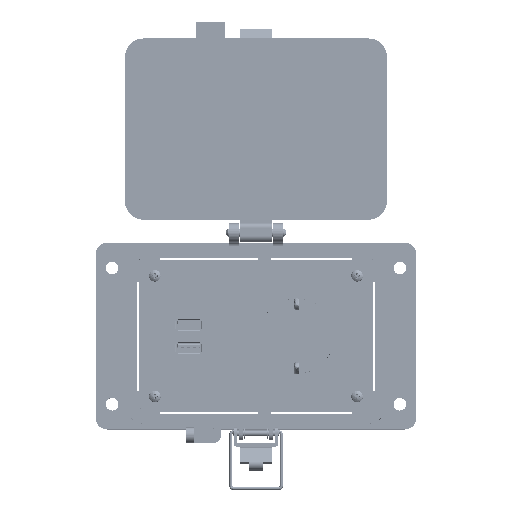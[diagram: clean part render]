
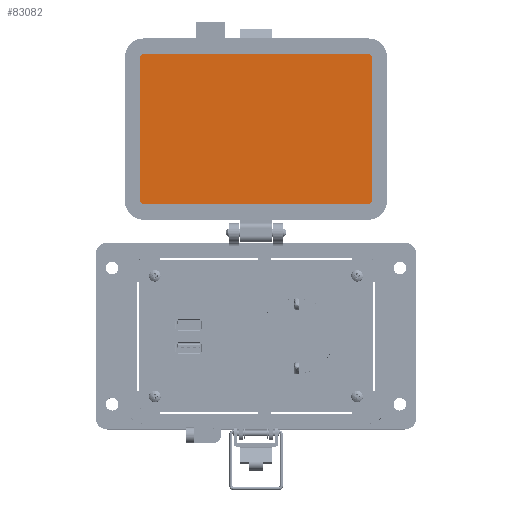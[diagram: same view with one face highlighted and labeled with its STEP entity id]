
A CAD part, top view. The second image highlights one B-rep face of the part: STEP entity #83082.
In plain terms, the highlighted planar face has unit normal (0, 0, 1).
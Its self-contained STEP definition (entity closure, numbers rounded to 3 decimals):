
#221 = CARTESIAN_POINT ( 'NONE',  ( 59.502, 143.334, 8.694 ) ) ;
#2280 = DIRECTION ( 'NONE',  ( 0., 0., -1. ) ) ;
#2327 = EDGE_CURVE ( 'NONE', #7111, #23209, #78566, .T. ) ;
#4604 = VERTEX_POINT ( 'NONE', #71068 ) ;
#6015 = CARTESIAN_POINT ( 'NONE',  ( -59.505, 143.334, 8.694 ) ) ;
#7111 = VERTEX_POINT ( 'NONE', #12662 ) ;
#7112 = DIRECTION ( 'NONE',  ( 0., 0., -1. ) ) ;
#8335 = CARTESIAN_POINT ( 'NONE',  ( -59.505, 69.55, 8.694 ) ) ;
#8628 = CARTESIAN_POINT ( 'NONE',  ( -57.72, 69.55, 8.694 ) ) ;
#9222 = DIRECTION ( 'NONE',  ( 0., -1., 0. ) ) ;
#10334 = ORIENTED_EDGE ( 'NONE', *, *, #77279, .F. ) ;
#10448 = VERTEX_POINT ( 'NONE', #221 ) ;
#12205 = CARTESIAN_POINT ( 'NONE',  ( 57.717, 143.334, 8.694 ) ) ;
#12662 = CARTESIAN_POINT ( 'NONE',  ( 57.717, 67.765, 8.694 ) ) ;
#13342 = DIRECTION ( 'NONE',  ( -1., 0., 0. ) ) ;
#14708 = DIRECTION ( 'NONE',  ( 0., -1., 0. ) ) ;
#15645 = DIRECTION ( 'NONE',  ( 0., -1., 0. ) ) ;
#16489 = AXIS2_PLACEMENT_3D ( 'NONE', #60042, #67244, #9222 ) ;
#16744 = CIRCLE ( 'NONE', #66806, 1.785 ) ;
#20708 = VECTOR ( 'NONE', #13342, 1000. ) ;
#23209 = VERTEX_POINT ( 'NONE', #24344 ) ;
#24344 = CARTESIAN_POINT ( 'NONE',  ( -57.72, 67.765, 8.694 ) ) ;
#26182 = DIRECTION ( 'NONE',  ( 0., -1., 0. ) ) ;
#26350 = VERTEX_POINT ( 'NONE', #33486 ) ;
#26573 = CIRCLE ( 'NONE', #44082, 1.785 ) ;
#26585 = EDGE_CURVE ( 'NONE', #44362, #10448, #16744, .T. ) ;
#26801 = AXIS2_PLACEMENT_3D ( 'NONE', #8628, #2280, #78972 ) ;
#27650 = LINE ( 'NONE', #29304, #65405 ) ;
#28910 = VERTEX_POINT ( 'NONE', #48799 ) ;
#29304 = CARTESIAN_POINT ( 'NONE',  ( 57.717, 145.119, 8.694 ) ) ;
#29446 = PLANE ( 'NONE',  #51688 ) ;
#31879 = DIRECTION ( 'NONE',  ( 0., 1., 0. ) ) ;
#33486 = CARTESIAN_POINT ( 'NONE',  ( 59.502, 69.55, 8.694 ) ) ;
#33549 = ORIENTED_EDGE ( 'NONE', *, *, #26585, .F. ) ;
#37116 = EDGE_LOOP ( 'NONE', ( #46370, #52911, #10334, #45610, #37162, #37205, #33549, #76201 ) ) ;
#37162 = ORIENTED_EDGE ( 'NONE', *, *, #73712, .F. ) ;
#37205 = ORIENTED_EDGE ( 'NONE', *, *, #73381, .F. ) ;
#37411 = VECTOR ( 'NONE', #15645, 1000. ) ;
#37845 = VERTEX_POINT ( 'NONE', #8335 ) ;
#43096 = EDGE_CURVE ( 'NONE', #28910, #4604, #71944, .T. ) ;
#44082 = AXIS2_PLACEMENT_3D ( 'NONE', #72755, #7112, #14708 ) ;
#44134 = CARTESIAN_POINT ( 'NONE',  ( 57.717, 145.119, 8.694 ) ) ;
#44362 = VERTEX_POINT ( 'NONE', #44134 ) ;
#44668 = VECTOR ( 'NONE', #31879, 1000. ) ;
#45610 = ORIENTED_EDGE ( 'NONE', *, *, #2327, .F. ) ;
#46370 = ORIENTED_EDGE ( 'NONE', *, *, #43096, .F. ) ;
#48743 = DIRECTION ( 'NONE',  ( 1., 0., 0. ) ) ;
#48799 = CARTESIAN_POINT ( 'NONE',  ( -59.505, 143.334, 8.694 ) ) ;
#51688 = AXIS2_PLACEMENT_3D ( 'NONE', #55241, #81123, #74748 ) ;
#52911 = ORIENTED_EDGE ( 'NONE', *, *, #59521, .F. ) ;
#53542 = CARTESIAN_POINT ( 'NONE',  ( -57.72, 67.765, 8.694 ) ) ;
#54166 = LINE ( 'NONE', #81756, #37411 ) ;
#55088 = EDGE_CURVE ( 'NONE', #4604, #44362, #27650, .T. ) ;
#55241 = CARTESIAN_POINT ( 'NONE',  ( -30.745, 145.119, 8.694 ) ) ;
#59521 = EDGE_CURVE ( 'NONE', #37845, #28910, #64028, .T. ) ;
#60042 = CARTESIAN_POINT ( 'NONE',  ( -57.72, 143.334, 8.694 ) ) ;
#61598 = FACE_OUTER_BOUND ( 'NONE', #37116, .T. ) ;
#64028 = LINE ( 'NONE', #6015, #44668 ) ;
#65405 = VECTOR ( 'NONE', #48743, 1000. ) ;
#66806 = AXIS2_PLACEMENT_3D ( 'NONE', #12205, #69813, #26182 ) ;
#67244 = DIRECTION ( 'NONE',  ( 0., 0., -1. ) ) ;
#69813 = DIRECTION ( 'NONE',  ( 0., 0., -1. ) ) ;
#71068 = CARTESIAN_POINT ( 'NONE',  ( -57.72, 145.119, 8.694 ) ) ;
#71944 = CIRCLE ( 'NONE', #16489, 1.785 ) ;
#72755 = CARTESIAN_POINT ( 'NONE',  ( 57.717, 69.55, 8.694 ) ) ;
#73381 = EDGE_CURVE ( 'NONE', #10448, #26350, #54166, .T. ) ;
#73712 = EDGE_CURVE ( 'NONE', #26350, #7111, #26573, .T. ) ;
#74748 = DIRECTION ( 'NONE',  ( 0., -1., 0. ) ) ;
#76201 = ORIENTED_EDGE ( 'NONE', *, *, #55088, .F. ) ;
#77279 = EDGE_CURVE ( 'NONE', #23209, #37845, #79526, .T. ) ;
#78566 = LINE ( 'NONE', #53542, #20708 ) ;
#78972 = DIRECTION ( 'NONE',  ( 0., -1., 0. ) ) ;
#79526 = CIRCLE ( 'NONE', #26801, 1.785 ) ;
#81123 = DIRECTION ( 'NONE',  ( 0., 0., 1. ) ) ;
#81756 = CARTESIAN_POINT ( 'NONE',  ( 59.502, 69.55, 8.694 ) ) ;
#83082 = ADVANCED_FACE ( 'NONE', ( #61598 ), #29446, .T. ) ;
